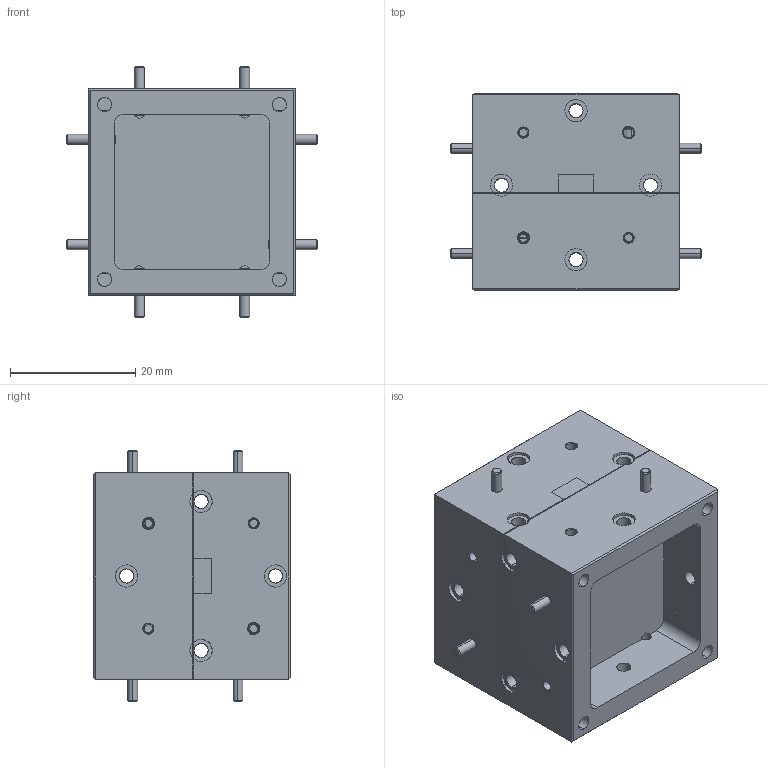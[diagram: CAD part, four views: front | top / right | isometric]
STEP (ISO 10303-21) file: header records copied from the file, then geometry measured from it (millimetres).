
FILE_DESCRIPTION (( 'STEP AP203' ), '1' );
FILE_NAME ('DMWX-22-101-1, df.STEP', '2017-08-07T18:34:10', ( '' ), ( '' ), 'SwSTEP 2.0', 'SolidWorks 2013', '' );
FILE_SCHEMA (( 'CONFIG_CONTROL_DESIGN' ));
Length unit declared in the file: inch
Products named in the file (1): DMWX-22-101-1, df
Bounding box: 40.26 x 31.5 x 40.26 mm (x, y, z)
Surface area: 13601.9 mm2 (no closed solid volume)
Topology: 0 solids, 15 shells, 368 faces, 986 edges, 642 vertices
Faces by surface type: cylinder 148, plane 124, cone 96
Entity records: 15544 total; most frequent: CARTESIAN_POINT 6613, ORIENTED_EDGE 1866, DIRECTION 1672, EDGE_CURVE 986, VERTEX_POINT 642, AXIS2_PLACEMENT_3D 594, LINE 484, VECTOR 484
